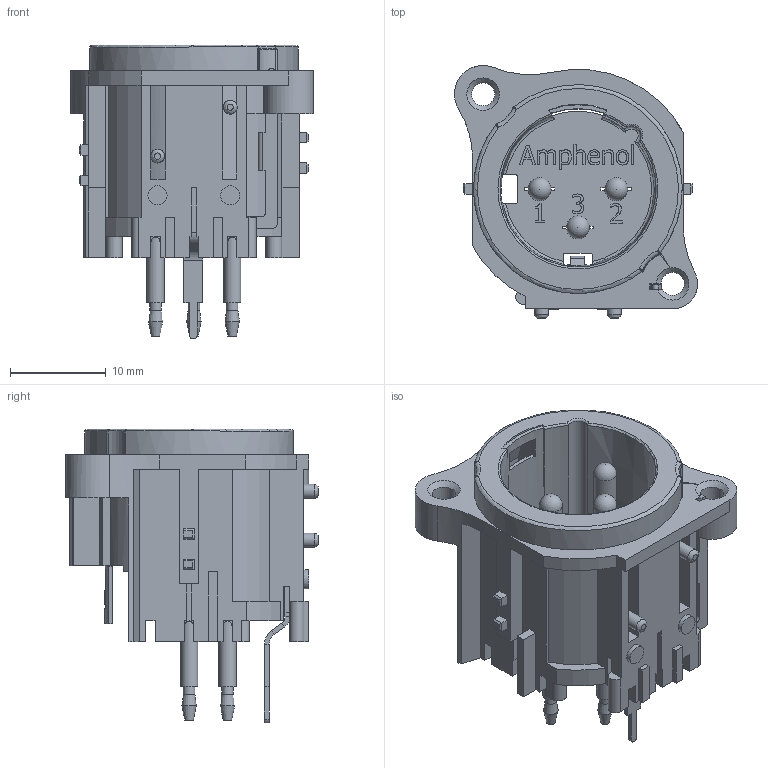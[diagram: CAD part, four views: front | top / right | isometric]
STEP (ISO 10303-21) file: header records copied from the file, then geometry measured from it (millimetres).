
FILE_DESCRIPTION((''),'2;1');
FILE_NAME('AC3MAV2-AU-PRE.stp','2016-05-18T11:26:19',('minh'),(''),'Autodesk Inventor 2012','Autodesk Inventor 2012','');
FILE_SCHEMA(('AUTOMOTIVE_DESIGN { 1 0 10303 214 1 1 1 1 }'));
Length unit declared in the file: inch
Products named in the file (1): AC3MAV2-AU-PRE_Shrinkwrap_1
Bounding box: 25.4 x 26.4 x 30.7 mm (x, y, z)
Surface area: 5801.2 mm2 (no closed solid volume)
Topology: 0 solids, 24 shells, 432 faces, 1686 edges, 1251 vertices
Faces by surface type: plane 316, cylinder 85, torus 12, cone 10, sphere 7, bspline 2
Full cylindrical faces by diameter (mm): 1.2 x3, 1.45 x2, 1.8 x3, 2 x2, 2.4 x4
Entity records: 19053 total; most frequent: CARTESIAN_POINT 4886, ORIENTED_EDGE 2722, DIRECTION 2593, EDGE_CURVE 1654, VERTEX_POINT 1245, VECTOR 1119, LINE 1119, AXIS2_PLACEMENT_3D 737
